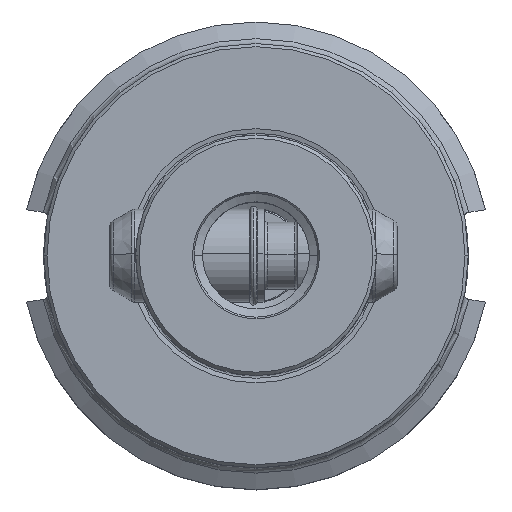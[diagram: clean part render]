
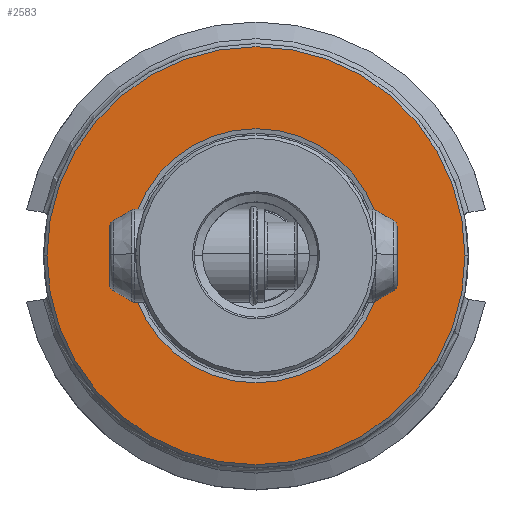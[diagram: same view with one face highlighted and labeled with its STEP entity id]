
A CAD part, top view. The second image highlights one B-rep face of the part: STEP entity #2583.
In plain terms, the highlighted planar face has unit normal (0, 0, 1).
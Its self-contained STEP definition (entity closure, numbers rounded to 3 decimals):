
#1315=EDGE_CURVE('NONE',#3075,#2385,#3480,.T.);
#1655=EDGE_CURVE('NONE',#1967,#3121,#3862,.T.);
#1679=EDGE_CURVE('NONE',#3121,#1967,#3889,.T.);
#1967=VERTEX_POINT('NONE',#4209);
#2385=VERTEX_POINT('NONE',#4667);
#2569=EDGE_CURVE('NONE',#2385,#3075,#4869,.T.);
#2583=ADVANCED_FACE('NONE',(#4884,#4885),#4886,.F.);
#3075=VERTEX_POINT('NONE',#5442);
#3121=VERTEX_POINT('NONE',#5495);
#3480=CIRCLE('',#6129,31.275);
#3862=CIRCLE('',#6841,19.012);
#3889=CIRCLE('',#6876,19.012);
#4209=CARTESIAN_POINT('',(19.012,0.0,0.0));
#4667=CARTESIAN_POINT('',(-31.275,0.0,0.0));
#4869=CIRCLE('',#8564,31.275);
#4884=FACE_OUTER_BOUND('',#8592,.T.);
#4885=FACE_BOUND('',#8593,.T.);
#4886=PLANE('',#8594);
#5442=CARTESIAN_POINT('',(31.275,0.,0.0));
#5495=CARTESIAN_POINT('',(-19.012,0.,0.0));
#6129=AXIS2_PLACEMENT_3D('',#10244,#10245,#10246);
#6841=AXIS2_PLACEMENT_3D('',#10703,#10704,#10705);
#6876=AXIS2_PLACEMENT_3D('',#10738,#10739,#10740);
#8564=AXIS2_PLACEMENT_3D('',#11827,#11828,#11829);
#8592=EDGE_LOOP('',(#11848,#11849));
#8593=EDGE_LOOP('',(#11850,#11851));
#8594=AXIS2_PLACEMENT_3D('',#11852,#11853,#11854);
#10244=CARTESIAN_POINT('',(0.0,0.0,0.0));
#10245=DIRECTION('',(0.0,0.0,-1.0));
#10246=DIRECTION('',(-1.0,0.0,0.0));
#10703=CARTESIAN_POINT('',(0.0,0.0,0.0));
#10704=DIRECTION('',(0.0,0.0,1.0));
#10705=DIRECTION('',(-1.0,0.0,0.0));
#10738=CARTESIAN_POINT('',(0.0,0.0,0.0));
#10739=DIRECTION('',(0.0,0.0,1.0));
#10740=DIRECTION('',(-1.0,0.0,0.0));
#11827=CARTESIAN_POINT('',(0.0,0.0,0.0));
#11828=DIRECTION('',(0.0,0.0,-1.0));
#11829=DIRECTION('',(-1.0,0.0,0.0));
#11848=ORIENTED_EDGE('',*,*,#2569,.F.);
#11849=ORIENTED_EDGE('',*,*,#1315,.F.);
#11850=ORIENTED_EDGE('',*,*,#1655,.F.);
#11851=ORIENTED_EDGE('',*,*,#1679,.F.);
#11852=CARTESIAN_POINT('',(0.0,31.75,0.0));
#11853=DIRECTION('',(0.0,0.0,-1.0));
#11854=DIRECTION('',(0.0,1.0,0.0));
